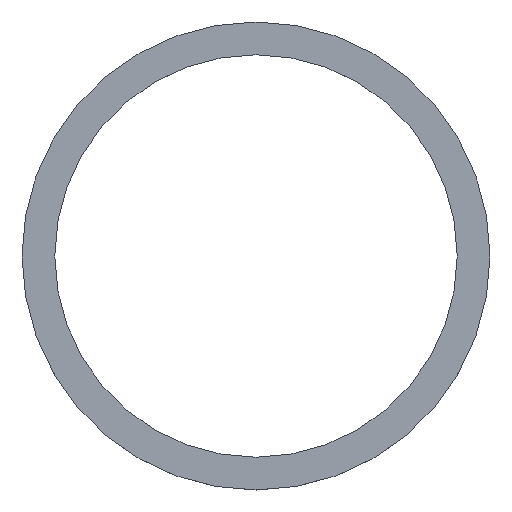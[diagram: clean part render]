
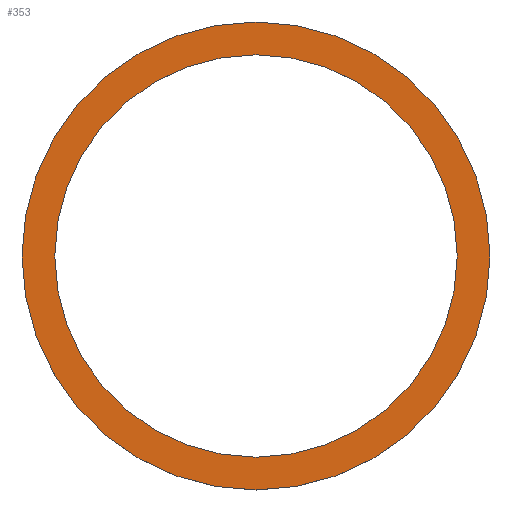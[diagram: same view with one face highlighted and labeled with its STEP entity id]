
A CAD part, top view. The second image highlights one B-rep face of the part: STEP entity #353.
In plain terms, the highlighted planar face has unit normal (0, 0, 1).
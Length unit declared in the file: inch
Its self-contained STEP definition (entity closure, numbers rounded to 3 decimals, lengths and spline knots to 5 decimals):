
#90=CARTESIAN_POINT('',(0.0,7.2835,0.3345));
#91=VERTEX_POINT('',#90);
#92=CARTESIAN_POINT('',(0.0,0.0,0.3345));
#93=DIRECTION('',(0.0,0.0,-1.0));
#94=DIRECTION('',(0.0,1.0,0.0));
#95=AXIS2_PLACEMENT_3D('',#92,#93,#94);
#96=CIRCLE('',#95,7.2835);
#97=EDGE_CURVE('',#91,#91,#96,.T.);
#330=CARTESIAN_POINT('',(0.0,6.2635,0.3345));
#331=VERTEX_POINT('',#330);
#332=CARTESIAN_POINT('',(0.0,0.0,0.3345));
#333=DIRECTION('',(0.0,0.0,-1.0));
#334=DIRECTION('',(0.0,1.0,0.0));
#335=AXIS2_PLACEMENT_3D('',#332,#333,#334);
#336=CIRCLE('',#335,6.2635);
#337=EDGE_CURVE('',#331,#331,#336,.T.);
#342=CARTESIAN_POINT('',(0.0,6.7735,0.3345));
#343=DIRECTION('',(0.0,0.0,1.0));
#344=DIRECTION('',(1.0,0.0,0.0));
#345=AXIS2_PLACEMENT_3D('',#342,#343,#344);
#346=PLANE('',#345);
#347=ORIENTED_EDGE('',*,*,#97,.F.);
#348=EDGE_LOOP('',(#347));
#349=FACE_OUTER_BOUND('',#348,.T.);
#350=ORIENTED_EDGE('',*,*,#337,.T.);
#351=EDGE_LOOP('',(#350));
#352=FACE_BOUND('',#351,.T.);
#353=ADVANCED_FACE('',(#349,#352),#346,.T.);
